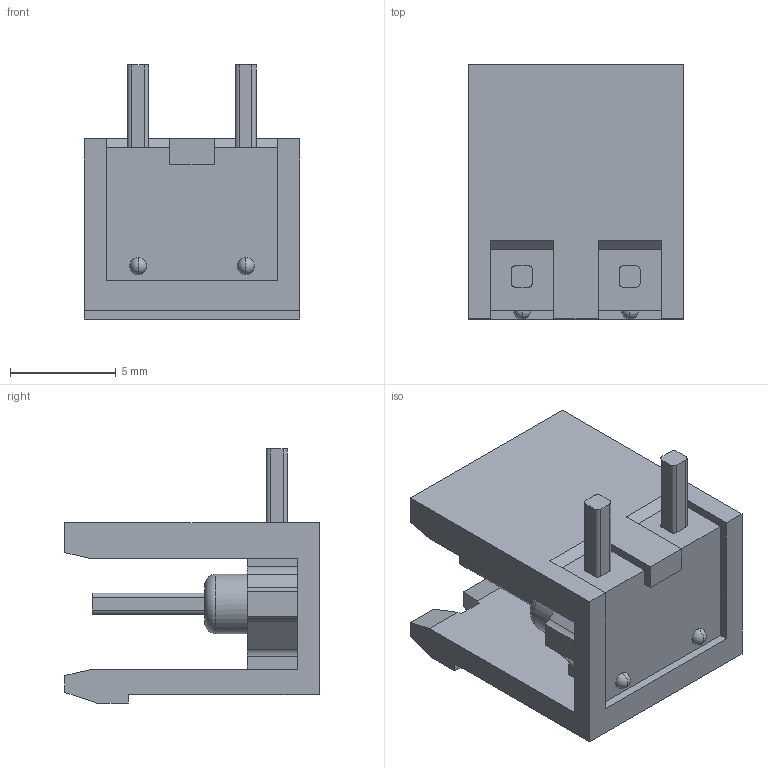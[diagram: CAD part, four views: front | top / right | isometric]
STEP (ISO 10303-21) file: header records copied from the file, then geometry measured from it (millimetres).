
FILE_DESCRIPTION(('STEP AP203'),'1');
FILE_NAME('20020109h021a01lf.stp','2016-03-10T11:30:44',('TraceParts'),('TraceParts S.A.'),'Spatial InterOp 3D',' ',' ');
FILE_SCHEMA(('CONFIG_CONTROL_DESIGN'));
Length unit declared in the file: millimetre
Products named in the file (1): 1
Bounding box: 10.16 x 12 x 11.99 mm (x, y, z)
Volume: 433.8 mm3; surface area: 882.2 mm2
Topology: 1 solids, 1 shells, 142 faces, 390 edges, 254 vertices
Faces by surface type: plane 90, cylinder 38, torus 8, sphere 4, cone 2
Entity records: 4542 total; most frequent: CARTESIAN_POINT 813, DIRECTION 776, ORIENTED_EDGE 772, EDGE_CURVE 386, LINE 270, VECTOR 270, VERTEX_POINT 254, AXIS2_PLACEMENT_3D 253
